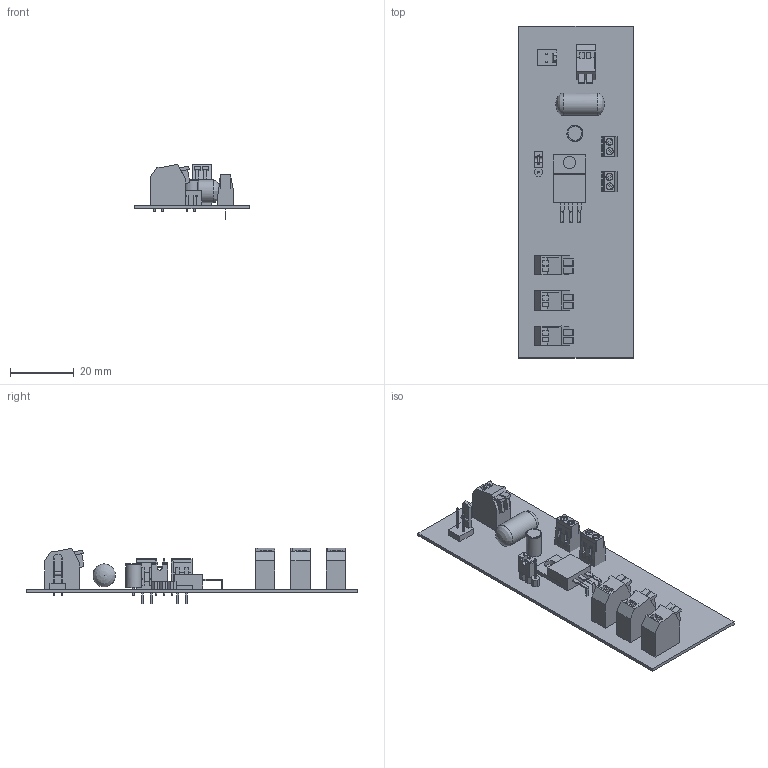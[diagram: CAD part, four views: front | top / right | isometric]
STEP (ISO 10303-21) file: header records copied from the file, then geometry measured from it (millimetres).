
FILE_DESCRIPTION(/* description */ (''),/* implementation_level */ '2;1');
FILE_NAME(/* name */ 'RADIAL-V ALIM.BOARD.f3d v1.step',/* time_stamp */ '2020-02-03T00:12:31+01:00',/* author */ (''),/* organization */ (''),/* preprocessor_version */ 'ST-DEVELOPER v18',/* originating_system */ 'Autodesk Translation Framework v8.12.0.6',/* authorisation */ '');
FILE_SCHEMA (('AUTOMOTIVE_DESIGN { 1 0 10303 214 3 1 1 }'));
Length unit declared in the file: millimetre
Products named in the file (1): RADIAL-V ALIM.BOARD.f3d
Bounding box: 36 x 104 x 17.36 mm (x, y, z)
Volume: 8681.2 mm3; surface area: 12701.2 mm2
Topology: 12 solids, 12 shells, 629 faces, 1714 edges, 1134 vertices
Faces by surface type: plane 557, bspline 59, cylinder 13
Full cylindrical faces by diameter (mm): 0.388 x2, 3.817 x1, 4.369 x1, 4.854 x2
Entity records: 20669 total; most frequent: CARTESIAN_POINT 4318, ORIENTED_EDGE 3420, DIRECTION 2964, EDGE_CURVE 1710, LINE 1574, VECTOR 1574, VERTEX_POINT 1134, AXIS2_PLACEMENT_3D 695
